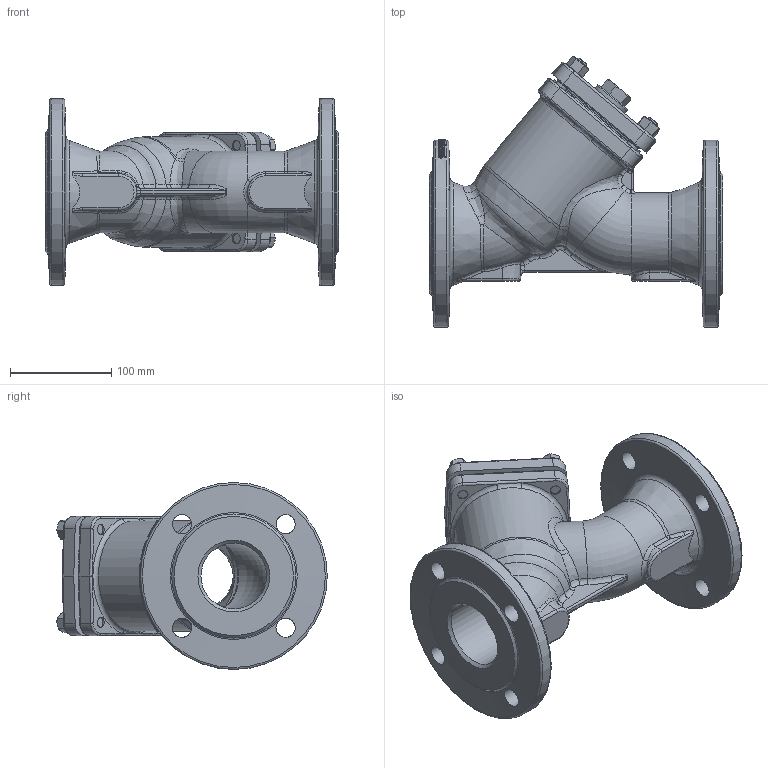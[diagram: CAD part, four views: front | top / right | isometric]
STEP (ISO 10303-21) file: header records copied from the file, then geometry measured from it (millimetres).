
FILE_DESCRIPTION(/* description */ ('236065'),/* implementation_level */ '2;1');
FILE_NAME(/* name */ '236065.stp',/* time_stamp */ '2017-11-06T10:19:43+01:00',/* author */ ('jmorand'),/* organization */ ('Sferaco'),/* preprocessor_version */ 'ST-DEVELOPER v16.5',/* originating_system */ 'Autodesk Inventor 2017',/* authorisation */ '');
FILE_SCHEMA (('CONFIG_CONTROL_DESIGN'));
Products named in the file (1): 821_DN65_PN16
Bounding box: 290 x 267.71 x 185 mm (x, y, z)
Volume: 2017739.1 mm3; surface area: 356818.7 mm2
Topology: 11 solids, 11 shells, 915 faces, 2284 edges, 1440 vertices
Faces by surface type: bspline 363, plane 269, cylinder 142, cone 80, torus 59, sphere 2
Full cylindrical faces by diameter (mm): 10 x4, 10.072 x8, 10.2 x4, 12 x16, 13 x4, 14 x4, 18 x4, 19 x8, 30.3 x1, 33.24 x1, 39 x1, 41 x1, 65 x4, 78.5 x2, 90 x1, 102 x2, 110 x1, 185 x2
Entity records: 62808 total; most frequent: CARTESIAN_POINT 44005, ORIENTED_EDGE 4214, DIRECTION 2959, EDGE_CURVE 2107, VERTEX_POINT 1405, EDGE_LOOP 1152, AXIS2_PLACEMENT_3D 1116, FACE_OUTER_BOUND 915
